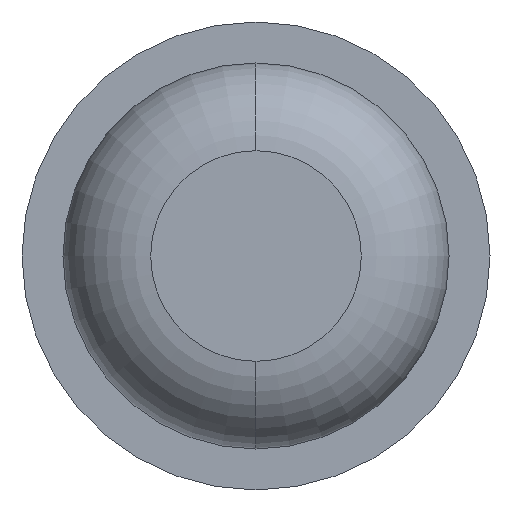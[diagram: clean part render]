
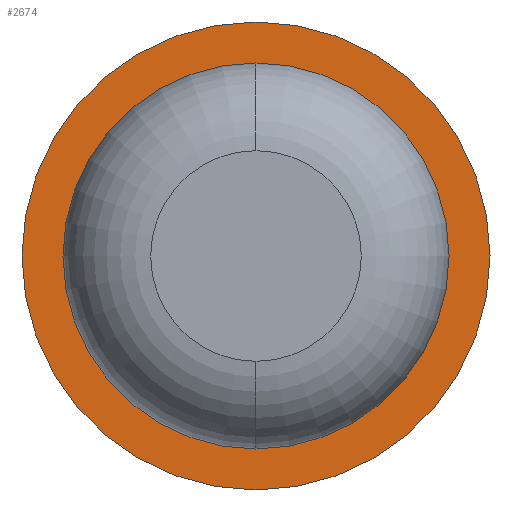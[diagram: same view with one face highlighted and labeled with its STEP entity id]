
A CAD part, front view. The second image highlights one B-rep face of the part: STEP entity #2674.
In plain terms, the highlighted planar face has unit normal (0, -1, 0).
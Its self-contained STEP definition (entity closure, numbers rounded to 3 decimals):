
#9 = DIRECTION ( 'NONE',  ( -1., 0., 0. ) ) ;
#548 = DIRECTION ( 'NONE',  ( 0., 1., 0. ) ) ;
#581 = DIRECTION ( 'NONE',  ( 0., 1., 0. ) ) ;
#670 = ORIENTED_EDGE ( 'NONE', *, *, #2743, .T. ) ;
#700 = CIRCLE ( 'NONE', #2508, 1. ) ;
#701 = VERTEX_POINT ( 'NONE', #3264 ) ;
#702 = EDGE_LOOP ( 'NONE', ( #2453, #670 ) ) ;
#709 = CARTESIAN_POINT ( 'NONE',  ( 0., -8., 0.825 ) ) ;
#820 = DIRECTION ( 'NONE',  ( -1., 0., 0. ) ) ;
#835 = CARTESIAN_POINT ( 'NONE',  ( 0., -8., 0. ) ) ;
#845 = CIRCLE ( 'NONE', #1691, 0.825 ) ;
#850 = EDGE_CURVE ( 'Defeature ausgef�hrt1_6+Defeature ausgef�hrt1_5+Defeature ausgef�hrt1_5+Defeature ausgef�hrt1_5', #2330, #872, #1975, .T. ) ;
#872 = VERTEX_POINT ( 'NONE', #1700 ) ;
#879 = DIRECTION ( 'NONE',  ( 0., 1., 0. ) ) ;
#1071 = DIRECTION ( 'NONE',  ( -1., 0., 0. ) ) ;
#1074 = CARTESIAN_POINT ( 'NONE',  ( 0.825, -8., 0. ) ) ;
#1088 = CARTESIAN_POINT ( 'NONE',  ( 0., -8., 0. ) ) ;
#1230 = ORIENTED_EDGE ( 'NONE', *, *, #850, .F. ) ;
#1518 = CIRCLE ( 'NONE', #2365, 0.825 ) ;
#1595 = EDGE_CURVE ( 'Defeature ausgef�hrt1_6+Defeature ausgef�hrt1_5+Defeature ausgef�hrt1_5+Defeature ausgef�hrt1_5', #872, #2330, #700, .T. ) ;
#1691 = AXIS2_PLACEMENT_3D ( 'NONE', #2588, #879, #3472 ) ;
#1700 = CARTESIAN_POINT ( 'NONE',  ( 1., -8., 0. ) ) ;
#1952 = VERTEX_POINT ( 'NONE', #709 ) ;
#1975 = CIRCLE ( 'NONE', #3022, 1. ) ;
#2174 = EDGE_CURVE ( 'Defeature ausgef�hrt1_5+Defeature ausgef�hrt1_0+Defeature ausgef�hrt1_0+Defeature ausgef�hrt1_0', #1952, #701, #1518, .T. ) ;
#2227 = DIRECTION ( 'NONE',  ( 0., 1., 0. ) ) ;
#2330 = VERTEX_POINT ( 'NONE', #3158 ) ;
#2365 = AXIS2_PLACEMENT_3D ( 'NONE', #1088, #2227, #1071 ) ;
#2453 = ORIENTED_EDGE ( 'NONE', *, *, #2174, .T. ) ;
#2507 = PLANE ( 'NONE',  #3354 ) ;
#2508 = AXIS2_PLACEMENT_3D ( 'NONE', #835, #581, #2844 ) ;
#2569 = EDGE_LOOP ( 'NONE', ( #1230, #3588 ) ) ;
#2581 = CARTESIAN_POINT ( 'NONE',  ( 0., -8., 0. ) ) ;
#2588 = CARTESIAN_POINT ( 'NONE',  ( 0., -8., 0. ) ) ;
#2674 = ADVANCED_FACE ( 'Defeature ausgef�hrt1_5', ( #2768, #3205 ), #2507, .F. ) ;
#2743 = EDGE_CURVE ( 'Defeature ausgef�hrt1_5+Defeature ausgef�hrt1_0+Defeature ausgef�hrt1_0+Defeature ausgef�hrt1_0', #701, #1952, #845, .T. ) ;
#2768 = FACE_OUTER_BOUND ( 'NONE', #2569, .T. ) ;
#2844 = DIRECTION ( 'NONE',  ( -1., 0., 0. ) ) ;
#3022 = AXIS2_PLACEMENT_3D ( 'NONE', #2581, #3151, #9 ) ;
#3151 = DIRECTION ( 'NONE',  ( 0., 1., 0. ) ) ;
#3158 = CARTESIAN_POINT ( 'NONE',  ( -1., -8., 0. ) ) ;
#3205 = FACE_BOUND ( 'NONE', #702, .T. ) ;
#3264 = CARTESIAN_POINT ( 'NONE',  ( 0., -8., -0.825 ) ) ;
#3354 = AXIS2_PLACEMENT_3D ( 'NONE', #1074, #548, #820 ) ;
#3472 = DIRECTION ( 'NONE',  ( -1., 0., 0. ) ) ;
#3588 = ORIENTED_EDGE ( 'NONE', *, *, #1595, .F. ) ;
